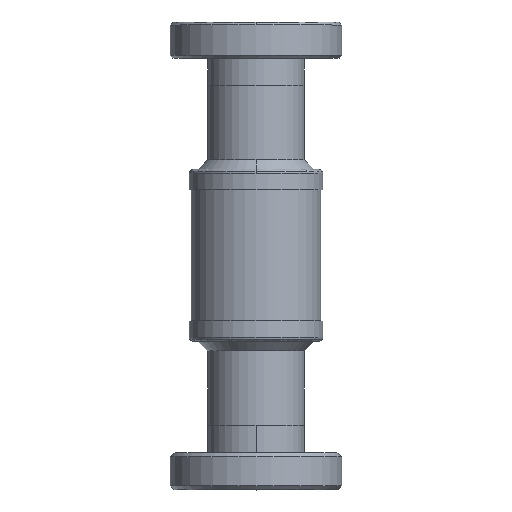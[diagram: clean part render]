
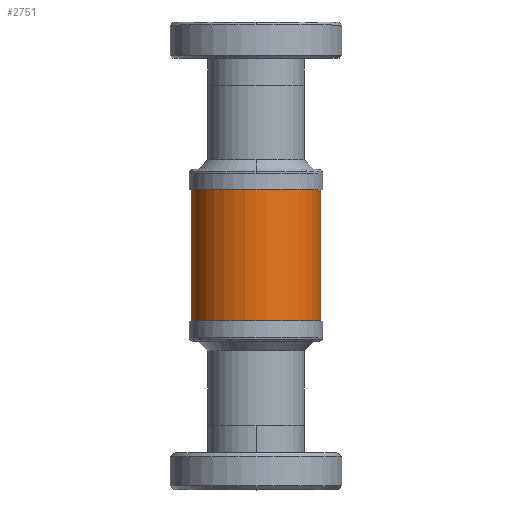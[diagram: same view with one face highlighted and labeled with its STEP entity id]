
A CAD part, top view. The second image highlights one B-rep face of the part: STEP entity #2751.
In plain terms, the highlighted cylindrical face has radius 12.7 mm (diameter 25.4 mm), a partial arc.
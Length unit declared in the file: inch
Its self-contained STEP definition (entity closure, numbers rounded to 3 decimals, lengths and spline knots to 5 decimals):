
#67 = AXIS2_PLACEMENT_3D ( 'NONE', #4968, #4967, #4966 ) ;
#301 = DIRECTION ( 'NONE',  ( 0., 1., 0. ) ) ;
#333 = DIRECTION ( 'NONE',  ( 0., 1., 0. ) ) ;
#339 = CARTESIAN_POINT ( 'NONE',  ( 0.5, 1.165, 0. ) ) ;
#344 = CARTESIAN_POINT ( 'NONE',  ( -0.5, 1.165, 0. ) ) ;
#416 = EDGE_CURVE ( 'NONE', #3811, #3958, #1208, .T. ) ;
#901 = AXIS2_PLACEMENT_3D ( 'NONE', #2842, #2844, #2843 ) ;
#939 = AXIS2_PLACEMENT_3D ( 'NONE', #4605, #4608, #4609 ) ;
#1063 = FACE_OUTER_BOUND ( 'NONE', #3469, .T. ) ;
#1102 = CIRCLE ( 'NONE', #901, 0.5 ) ;
#1109 = LINE ( 'NONE', #339, #1283 ) ;
#1208 = CIRCLE ( 'NONE', #67, 0.5 ) ;
#1214 = VECTOR ( 'NONE', #301, 39.37008 ) ;
#1275 = CYLINDRICAL_SURFACE ( 'NONE', #939, 0.5 ) ;
#1283 = VECTOR ( 'NONE', #333, 39.37008 ) ;
#1413 = LINE ( 'NONE', #344, #1214 ) ;
#1595 = CARTESIAN_POINT ( 'NONE',  ( 0.5, 1.2654, 0. ) ) ;
#1668 = CARTESIAN_POINT ( 'NONE',  ( 0.5, 2.35795, 0. ) ) ;
#1699 = CARTESIAN_POINT ( 'NONE',  ( -0.5, 1.2654, 0. ) ) ;
#1701 = CARTESIAN_POINT ( 'NONE',  ( -0.5, 2.35795, 0. ) ) ;
#2080 = EDGE_CURVE ( 'NONE', #3958, #3856, #1109, .T. ) ;
#2085 = EDGE_CURVE ( 'NONE', #3811, #3808, #1413, .T. ) ;
#2086 = EDGE_CURVE ( 'NONE', #3856, #3808, #1102, .T. ) ;
#2751 = ADVANCED_FACE ( 'NONE', ( #1063 ), #1275, .T. ) ;
#2842 = CARTESIAN_POINT ( 'NONE',  ( 0., 2.35795, 0. ) ) ;
#2843 = DIRECTION ( 'NONE',  ( -1., 0., 0. ) ) ;
#2844 = DIRECTION ( 'NONE',  ( 0., -1., 0. ) ) ;
#3469 = EDGE_LOOP ( 'NONE', ( #4146, #4145, #4114, #4103 ) ) ;
#3808 = VERTEX_POINT ( 'NONE', #1701 ) ;
#3811 = VERTEX_POINT ( 'NONE', #1699 ) ;
#3856 = VERTEX_POINT ( 'NONE', #1668 ) ;
#3958 = VERTEX_POINT ( 'NONE', #1595 ) ;
#4103 = ORIENTED_EDGE ( 'NONE', *, *, #2085, .F. ) ;
#4114 = ORIENTED_EDGE ( 'NONE', *, *, #2086, .T. ) ;
#4145 = ORIENTED_EDGE ( 'NONE', *, *, #2080, .T. ) ;
#4146 = ORIENTED_EDGE ( 'NONE', *, *, #416, .T. ) ;
#4605 = CARTESIAN_POINT ( 'NONE',  ( 0., 1.165, 0. ) ) ;
#4608 = DIRECTION ( 'NONE',  ( 0., 1., 0. ) ) ;
#4609 = DIRECTION ( 'NONE',  ( -1., 0., 0. ) ) ;
#4966 = DIRECTION ( 'NONE',  ( -1., 0., 0. ) ) ;
#4967 = DIRECTION ( 'NONE',  ( 0., 1., 0. ) ) ;
#4968 = CARTESIAN_POINT ( 'NONE',  ( 0., 1.2654, 0. ) ) ;
